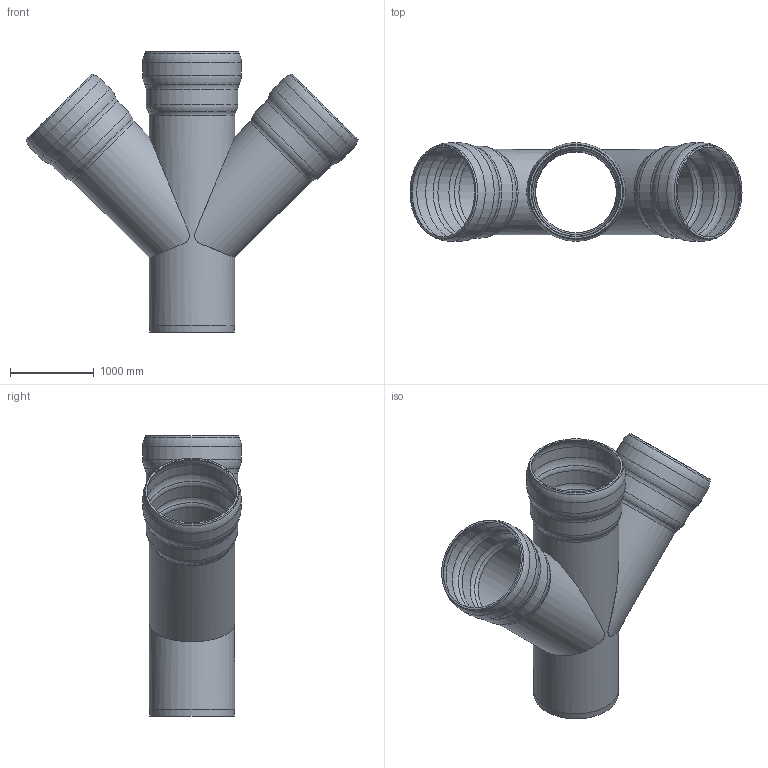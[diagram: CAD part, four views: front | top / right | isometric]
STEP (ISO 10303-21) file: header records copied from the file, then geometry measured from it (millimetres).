
FILE_DESCRIPTION(/* description */ (''),/* implementation_level */ '2;1');
FILE_NAME(/* name */ '00280.DDDX_3D.stp',/* time_stamp */ '2024-12-11T12:41:41+01:00',/* author */ ('CAD'),/* organization */ (''),/* preprocessor_version */ 'ST-DEVELOPER v20',/* originating_system */ 'AutoCAD Mechanical',/* authorisation */ '');
FILE_SCHEMA (('AUTOMOTIVE_DESIGN { 1 0 10303 214 3 1 1 }'));
Length unit declared in the file: centimetre
Products named in the file (1): Product
Bounding box: 3969.79 x 1180 x 3350 mm (x, y, z)
Volume: 399803022.9 mm3; surface area: 40724115.5 mm2
Topology: 3 solids, 3 shells, 78 faces, 214 edges, 138 vertices
Faces by surface type: torus 30, cylinder 26, plane 14, cone 8
Full cylindrical faces by diameter (mm): 980 x3, 1020 x3, 1060 x3, 1100 x3, 1140 x3, 1180 x3
Entity records: 2879 total; most frequent: CARTESIAN_POINT 743, DIRECTION 508, ORIENTED_EDGE 428, AXIS2_PLACEMENT_3D 231, EDGE_CURVE 214, VERTEX_POINT 138, CIRCLE 124, EDGE_LOOP 84
